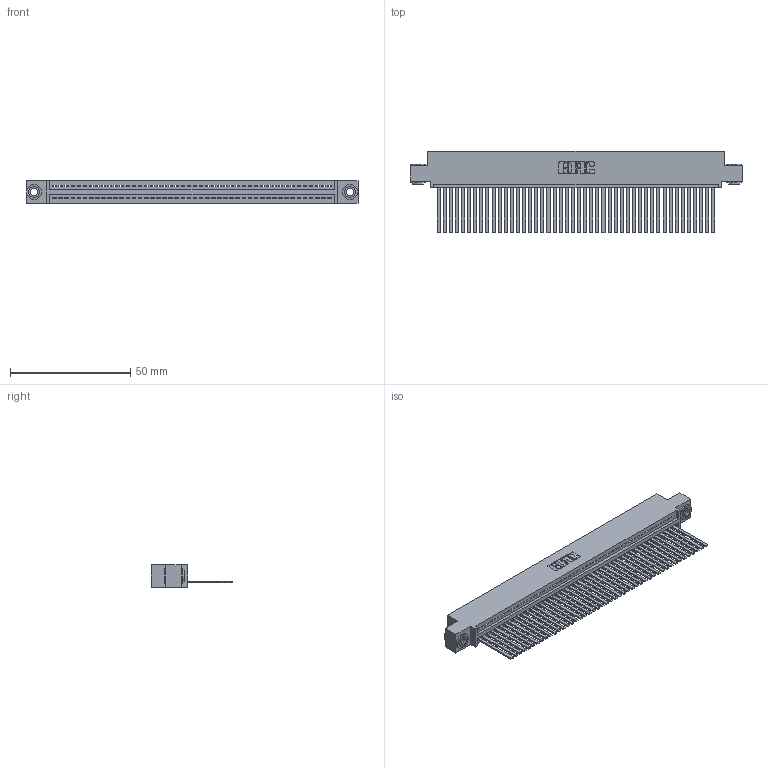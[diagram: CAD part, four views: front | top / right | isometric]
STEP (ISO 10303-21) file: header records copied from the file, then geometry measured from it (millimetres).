
FILE_DESCRIPTION (( 'STEP AP203' ), '1' );
FILE_NAME ('395-046-544-403.STEP', '2018-11-16T16:58:07', ( '' ), ( '' ), 'SwSTEP 2.0', 'SolidWorks 2016', '' );
FILE_SCHEMA (( 'CONFIG_CONTROL_DESIGN' ));
Length unit declared in the file: inch
Products named in the file (4): 345 Part_0.110 Offset - 0.156 Dia-TH; 395-046-544-403; 345-292-001_345-293-144; 345-250-002_345-250-002-102
Assembly tree (49 placements, depth 2):
  395-046-544-403
    345 Part_0.110 Offset - 0.156 Dia-TH
    345-292-001_345-293-144  x46
    345-250-002_345-250-002-102  x2
Bounding box: 138.05 x 33.96 x 9.4 mm (x, y, z)
Volume: 13623.6 mm3; surface area: 20054.6 mm2
Topology: 49 solids, 49 shells, 2560 faces, 7697 edges, 5066 vertices
Faces by surface type: plane 1750, cylinder 802, cone 8
Entity records: 34680 total; most frequent: CARTESIAN_POINT 5985, ORIENTED_EDGE 5958, DIRECTION 5249, EDGE_CURVE 2979, LINE 2643, VECTOR 2643, VERTEX_POINT 1982, AXIS2_PLACEMENT_3D 1303
